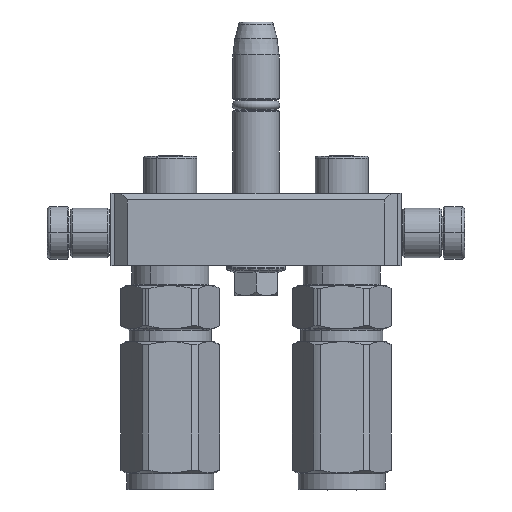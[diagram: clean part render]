
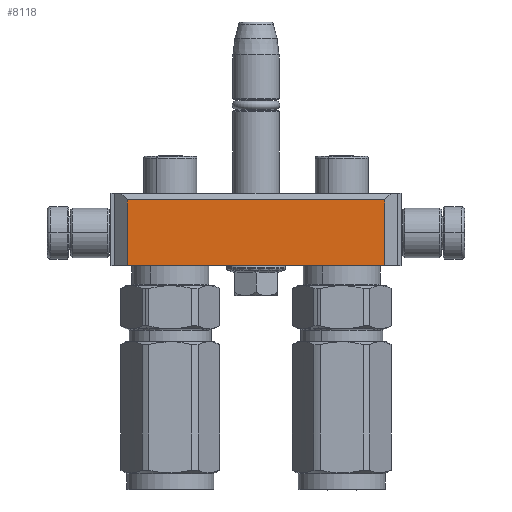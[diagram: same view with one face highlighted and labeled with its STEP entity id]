
A CAD part, left-side view. The second image highlights one B-rep face of the part: STEP entity #8118.
In plain terms, the highlighted planar face has unit normal (-1, 0, 0).
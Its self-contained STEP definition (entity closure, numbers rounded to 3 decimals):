
#1189 = DIRECTION ( 'NONE',  ( 0., 0., -1. ) ) ;
#2413 = DIRECTION ( 'NONE',  ( 0., -1., 0. ) ) ;
#7579 = CARTESIAN_POINT ( 'NONE',  ( -40., 39., 22. ) ) ;
#8118 = ADVANCED_FACE ( 'NONE', ( #12319 ), #13532, .T. ) ;
#9232 = VERTEX_POINT ( 'NONE', #23915 ) ;
#11053 = CARTESIAN_POINT ( 'NONE',  ( -40., 39., 22. ) ) ;
#11954 = CARTESIAN_POINT ( 'NONE',  ( -40., -39., 2. ) ) ;
#12319 = FACE_OUTER_BOUND ( 'NONE', #45099, .T. ) ;
#12645 = LINE ( 'NONE', #18464, #37931 ) ;
#13004 = CARTESIAN_POINT ( 'NONE',  ( -40., 39., 2. ) ) ;
#13532 = PLANE ( 'NONE',  #33369 ) ;
#14154 = EDGE_CURVE ( 'NONE', #9232, #29307, #27097, .T. ) ;
#14676 = DIRECTION ( 'NONE',  ( 0., 0., -1. ) ) ;
#15284 = CARTESIAN_POINT ( 'NONE',  ( -40., -39., 22. ) ) ;
#15669 = ORIENTED_EDGE ( 'NONE', *, *, #25587, .F. ) ;
#17154 = VERTEX_POINT ( 'NONE', #7579 ) ;
#18464 = CARTESIAN_POINT ( 'NONE',  ( -40., 39., 22. ) ) ;
#18847 = LINE ( 'NONE', #42886, #34044 ) ;
#21843 = DIRECTION ( 'NONE',  ( 0., 1., 0. ) ) ;
#23915 = CARTESIAN_POINT ( 'NONE',  ( -40., -39., 22. ) ) ;
#25496 = DIRECTION ( 'NONE',  ( 0., -1., 0. ) ) ;
#25587 = EDGE_CURVE ( 'NONE', #29307, #28533, #18847, .T. ) ;
#27097 = LINE ( 'NONE', #15284, #37199 ) ;
#27348 = DIRECTION ( 'NONE',  ( -1., 0., 0. ) ) ;
#28533 = VERTEX_POINT ( 'NONE', #13004 ) ;
#28755 = EDGE_CURVE ( 'NONE', #17154, #28533, #45539, .T. ) ;
#29307 = VERTEX_POINT ( 'NONE', #11954 ) ;
#30373 = ORIENTED_EDGE ( 'NONE', *, *, #45030, .F. ) ;
#33369 = AXIS2_PLACEMENT_3D ( 'NONE', #42412, #27348, #2413 ) ;
#34044 = VECTOR ( 'NONE', #21843, 1000. ) ;
#37199 = VECTOR ( 'NONE', #1189, 1000. ) ;
#37931 = VECTOR ( 'NONE', #25496, 1000. ) ;
#39589 = ORIENTED_EDGE ( 'NONE', *, *, #28755, .T. ) ;
#39760 = ORIENTED_EDGE ( 'NONE', *, *, #14154, .F. ) ;
#42412 = CARTESIAN_POINT ( 'NONE',  ( -40., 44., 0. ) ) ;
#42886 = CARTESIAN_POINT ( 'NONE',  ( -40., -39., 2. ) ) ;
#43814 = VECTOR ( 'NONE', #14676, 1000. ) ;
#45030 = EDGE_CURVE ( 'NONE', #17154, #9232, #12645, .T. ) ;
#45099 = EDGE_LOOP ( 'NONE', ( #30373, #39589, #15669, #39760 ) ) ;
#45539 = LINE ( 'NONE', #11053, #43814 ) ;
